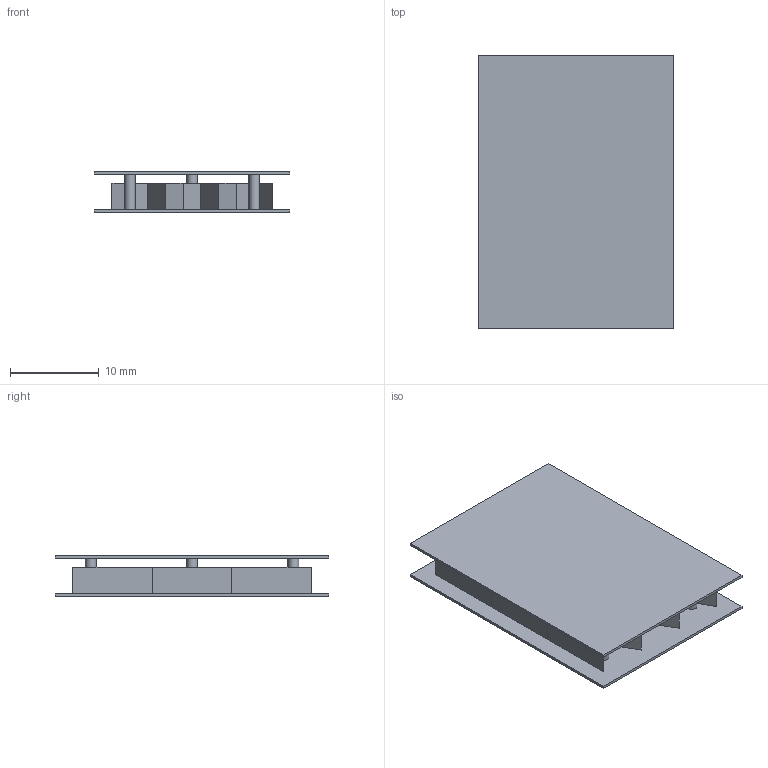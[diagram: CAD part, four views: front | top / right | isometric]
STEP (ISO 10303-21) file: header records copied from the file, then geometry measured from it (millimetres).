
FILE_DESCRIPTION(('FreeCAD Model'),'2;1');
FILE_NAME('Open CASCADE Shape Model','2025-06-15T00:35:36',('FreeCAD'),( 'FreeCAD'),'Open CASCADE STEP processor 7.8','FreeCAD','Unknown');
FILE_SCHEMA(('AUTOMOTIVE_DESIGN { 1 0 10303 214 1 1 1 1 }'));
Length unit declared in the file: millimetre
Products named in the file (1): Open CASCADE STEP translator 7.8 1
Bounding box: 22 x 30.78 x 4.6 mm (x, y, z)
Volume: 1127.1 mm3; surface area: 4346.6 mm2
Topology: 16 solids, 16 shells, 117 faces, 255 edges, 170 vertices
Faces by surface type: plane 112, cylinder 5
Full cylindrical faces by diameter (mm): 1.2 x5
Entity records: 3119 total; most frequent: CARTESIAN_POINT 543, ORIENTED_EDGE 510, DIRECTION 501, EDGE_CURVE 255, LINE 245, VECTOR 245, VERTEX_POINT 170, AXIS2_PLACEMENT_3D 128
